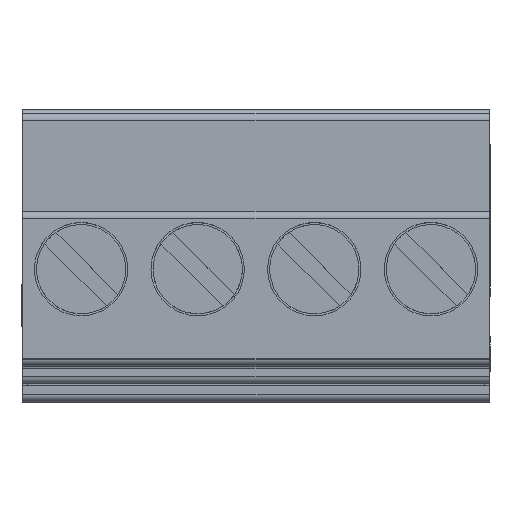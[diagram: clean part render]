
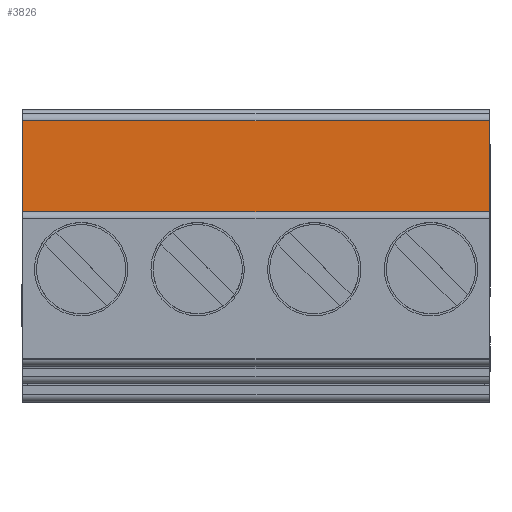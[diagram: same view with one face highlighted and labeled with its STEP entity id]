
A CAD part, top view. The second image highlights one B-rep face of the part: STEP entity #3826.
In plain terms, the highlighted planar face has unit normal (0, 0, 1).
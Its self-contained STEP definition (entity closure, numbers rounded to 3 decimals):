
#3826=ADVANCED_FACE('',(#10008),#10009,.T.);
#5000=EDGE_CURVE('',#11791,#11788,#11792,.T.);
#5254=EDGE_CURVE('',#12178,#12179,#12180,.T.);
#5314=EDGE_CURVE('',#11788,#12179,#12259,.T.);
#10008=FACE_OUTER_BOUND('',#17994,.T.);
#10009=PLANE('',#17995);
#11788=VERTEX_POINT('',#20659);
#11791=VERTEX_POINT('',#20663);
#11792=LINE('',#20664,#20665);
#12178=VERTEX_POINT('',#21272);
#12179=VERTEX_POINT('',#21273);
#12180=LINE('',#21274,#21275);
#12259=LINE('',#21408,#21409);
#17994=EDGE_LOOP('',(#34301,#34302,#34303,#34304));
#17995=AXIS2_PLACEMENT_3D('',#34305,#34306,#34307);
#20659=CARTESIAN_POINT('',(-0.005,12.04,16.94));
#20663=CARTESIAN_POINT('',(19.992,12.04,16.94));
#20664=CARTESIAN_POINT('',(15.067,12.04,16.94));
#20665=VECTOR('',#39303,1.0);
#21272=CARTESIAN_POINT('',(19.992,8.14,16.94));
#21273=CARTESIAN_POINT('',(-0.005,8.14,16.94));
#21274=CARTESIAN_POINT('',(2.495,8.14,16.94));
#21275=VECTOR('',#39494,1.0);
#21408=CARTESIAN_POINT('',(-0.005,12.04,16.94));
#21409=VECTOR('',#39534,1.0);
#34301=ORIENTED_EDGE('',*,*,#5254,.F.);
#34302=ORIENTED_EDGE('',*,*,#41776,.F.);
#34303=ORIENTED_EDGE('',*,*,#5000,.T.);
#34304=ORIENTED_EDGE('',*,*,#5314,.T.);
#34305=CARTESIAN_POINT('',(2.558,8.042,16.94));
#34306=DIRECTION('',(0.0,0.,1.0));
#34307=DIRECTION('',(0.0,-1.0,0.));
#39303=DIRECTION('',(-1.0,0.,0.));
#39494=DIRECTION('',(-1.0,0.,0.));
#39534=DIRECTION('',(0.,-1.0,0.));
#41776=EDGE_CURVE('',#11791,#12178,#44280,.T.);
#44280=LINE('',#48372,#48373);
#48372=CARTESIAN_POINT('',(19.992,12.04,16.94));
#48373=VECTOR('',#51541,1.0);
#51541=DIRECTION('',(0.,-1.0,0.));
